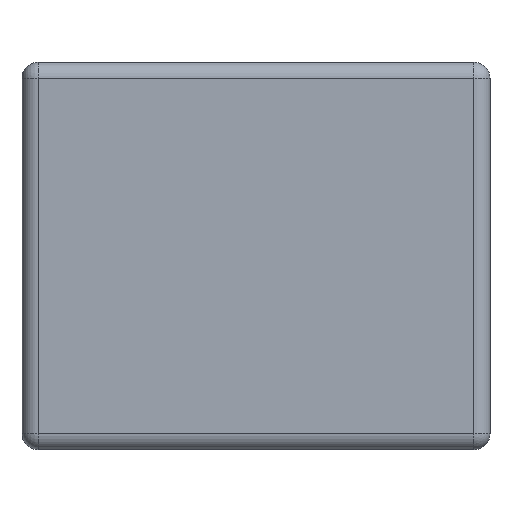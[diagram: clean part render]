
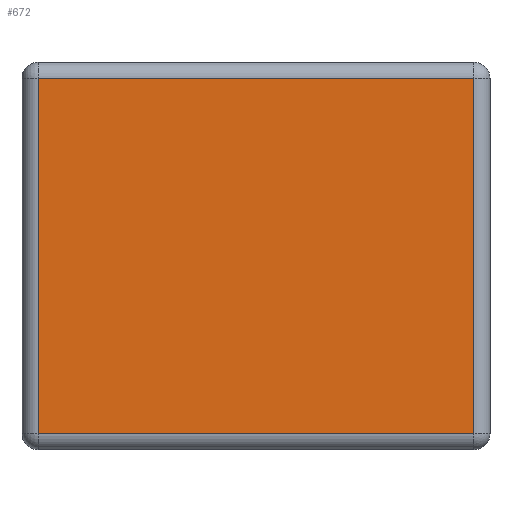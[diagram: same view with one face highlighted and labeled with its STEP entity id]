
A CAD part, left-side view. The second image highlights one B-rep face of the part: STEP entity #672.
In plain terms, the highlighted planar face has unit normal (-1, 0, 0).
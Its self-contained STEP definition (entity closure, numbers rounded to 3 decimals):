
#124 = DIRECTION ( 'NONE',  ( 0., 0., 1. ) ) ;
#125 = VECTOR ( 'NONE', #124, 1000. ) ;
#126 = CARTESIAN_POINT ( 'NONE',  ( -1., 0.05, 0.6 ) ) ;
#127 = LINE ( 'NONE', #126, #125 ) ;
#129 = CARTESIAN_POINT ( 'NONE',  ( -1., 0.05, -0.55 ) ) ;
#130 = DIRECTION ( 'NONE',  ( 0., -1., 0. ) ) ;
#131 = VECTOR ( 'NONE', #130, 1000. ) ;
#132 = CARTESIAN_POINT ( 'NONE',  ( -1., 1.45, -0.55 ) ) ;
#133 = LINE ( 'NONE', #132, #131 ) ;
#672 = ADVANCED_FACE ( 'NONE', ( #1571 ), #1551, .F. ) ;
#673 = EDGE_LOOP ( 'NONE', ( #674, #678, #734, #737 ) ) ;
#674 = ORIENTED_EDGE ( 'NONE', *, *, #675, .T. ) ;
#675 = EDGE_CURVE ( 'NONE', #676, #677, #1609, .T. ) ;
#676 = VERTEX_POINT ( 'NONE', #1602 ) ;
#677 = VERTEX_POINT ( 'NONE', #1601 ) ;
#678 = ORIENTED_EDGE ( 'NONE', *, *, #679, .T. ) ;
#679 = EDGE_CURVE ( 'NONE', #677, #680, #1600, .T. ) ;
#680 = VERTEX_POINT ( 'NONE', #1596 ) ;
#734 = ORIENTED_EDGE ( 'NONE', *, *, #735, .T. ) ;
#735 = EDGE_CURVE ( 'NONE', #680, #736, #133, .T. ) ;
#736 = VERTEX_POINT ( 'NONE', #129 ) ;
#737 = ORIENTED_EDGE ( 'NONE', *, *, #738, .T. ) ;
#738 = EDGE_CURVE ( 'NONE', #736, #676, #127, .T. ) ;
#1551 = PLANE ( 'NONE',  #1552 ) ;
#1552 = AXIS2_PLACEMENT_3D ( 'NONE', #1608, #1607, #1606 ) ;
#1571 = FACE_OUTER_BOUND ( 'NONE', #673, .T. ) ;
#1596 = CARTESIAN_POINT ( 'NONE',  ( -1., 1.4, -0.55 ) ) ;
#1597 = DIRECTION ( 'NONE',  ( 0., 0., -1. ) ) ;
#1598 = VECTOR ( 'NONE', #1597, 1000. ) ;
#1599 = CARTESIAN_POINT ( 'NONE',  ( -1., 1.4, 0.6 ) ) ;
#1600 = LINE ( 'NONE', #1599, #1598 ) ;
#1601 = CARTESIAN_POINT ( 'NONE',  ( -1., 1.4, 0.55 ) ) ;
#1602 = CARTESIAN_POINT ( 'NONE',  ( -1., 0.05, 0.55 ) ) ;
#1603 = DIRECTION ( 'NONE',  ( 0., 1., 0. ) ) ;
#1604 = VECTOR ( 'NONE', #1603, 1000. ) ;
#1605 = CARTESIAN_POINT ( 'NONE',  ( -1., 1.45, 0.55 ) ) ;
#1606 = DIRECTION ( 'NONE',  ( 0., 0., -1. ) ) ;
#1607 = DIRECTION ( 'NONE',  ( 1., 0., 0. ) ) ;
#1608 = CARTESIAN_POINT ( 'NONE',  ( -1., 1.45, 0.6 ) ) ;
#1609 = LINE ( 'NONE', #1605, #1604 ) ;
